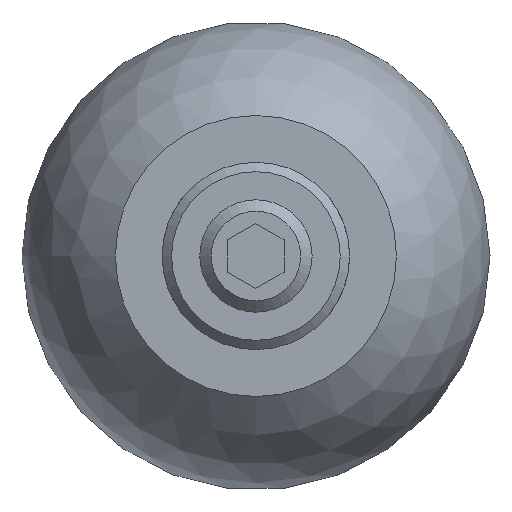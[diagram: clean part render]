
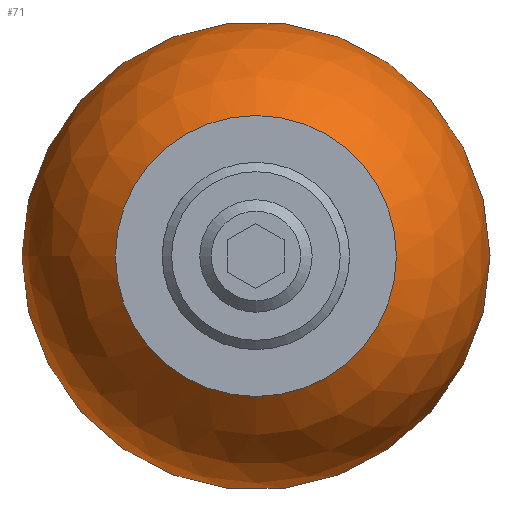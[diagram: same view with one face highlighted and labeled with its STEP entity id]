
A CAD part, left-side view. The second image highlights one B-rep face of the part: STEP entity #71.
In plain terms, the highlighted spherical face has radius 12.5 mm.
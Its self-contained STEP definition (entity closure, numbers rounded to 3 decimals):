
#71 = ADVANCED_FACE( '', ( #149, #150 ), #151, .T. );
#149 = FACE_BOUND( '', #229, .T. );
#150 = FACE_OUTER_BOUND( '', #230, .T. );
#151 = SPHERICAL_SURFACE( '', #231, 12.5 );
#229 = VERTEX_LOOP( '', #356 );
#230 = EDGE_LOOP( '', ( #357 ) );
#231 = AXIS2_PLACEMENT_3D( '', #358, #359, #360 );
#356 = VERTEX_POINT( '', #461 );
#357 = ORIENTED_EDGE( '', *, *, #417, .T. );
#358 = CARTESIAN_POINT( '', ( 25., 0., 0. ) );
#359 = DIRECTION( '', ( 1., 0., 0. ) );
#360 = DIRECTION( '', ( 0., 1., 0. ) );
#417 = EDGE_CURVE( '', #476, #476, #477, .T. );
#461 = CARTESIAN_POINT( '', ( 37.5, 0., 0. ) );
#476 = VERTEX_POINT( '', #561 );
#477 = CIRCLE( '', #562, 7.5 );
#561 = CARTESIAN_POINT( '', ( 15., 0., -7.5 ) );
#562 = AXIS2_PLACEMENT_3D( '', #671, #672, #673 );
#671 = CARTESIAN_POINT( '', ( 15., 0., 0. ) );
#672 = DIRECTION( '', ( 1., 0., 0. ) );
#673 = DIRECTION( '', ( 0., 0., -1. ) );
